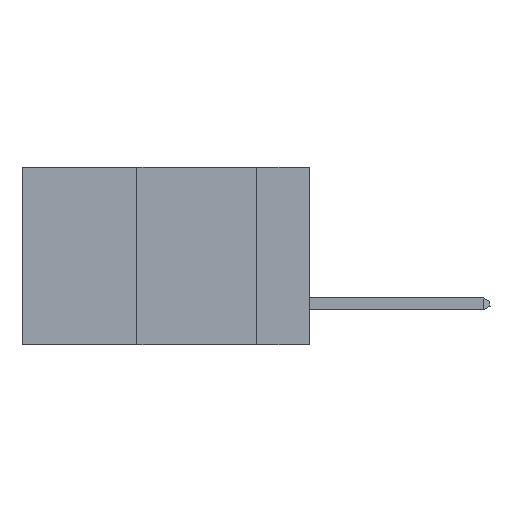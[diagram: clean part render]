
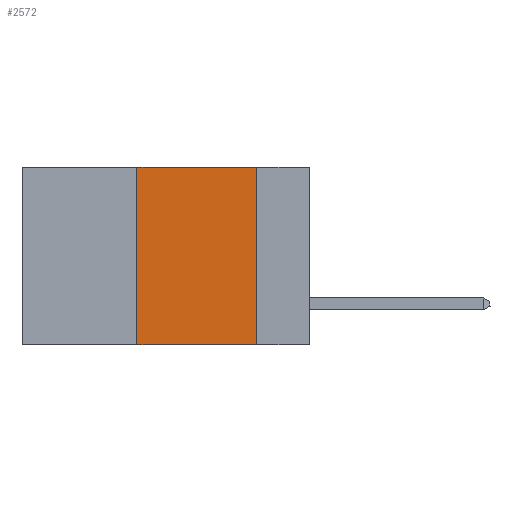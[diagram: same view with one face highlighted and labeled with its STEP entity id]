
A CAD part, left-side view. The second image highlights one B-rep face of the part: STEP entity #2572.
In plain terms, the highlighted planar face has unit normal (-1, 0, 0).
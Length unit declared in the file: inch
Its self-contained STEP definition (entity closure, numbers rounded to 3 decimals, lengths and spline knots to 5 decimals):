
#1588 = ORIENTED_EDGE ( 'NONE', *, *, #4671, .F. ) ;
#2572 = ADVANCED_FACE ( 'NONE', ( #3320 ), #5836, .F. ) ;
#2666 = VECTOR ( 'NONE', #7906, 39.37008 ) ;
#3114 = EDGE_CURVE ( 'NONE', #3790, #7578, #6593, .T. ) ;
#3320 = FACE_OUTER_BOUND ( 'NONE', #12989, .T. ) ;
#3790 = VERTEX_POINT ( 'NONE', #5300 ) ;
#4431 = AXIS2_PLACEMENT_3D ( 'NONE', #21225, #10870, #12615 ) ;
#4433 = CARTESIAN_POINT ( 'NONE',  ( 0., 0.36, 0. ) ) ;
#4671 = EDGE_CURVE ( 'NONE', #5585, #7578, #18113, .T. ) ;
#4767 = CARTESIAN_POINT ( 'NONE',  ( 0., 0.36, 0. ) ) ;
#5300 = CARTESIAN_POINT ( 'NONE',  ( 0., 0.36, -0.37 ) ) ;
#5585 = VERTEX_POINT ( 'NONE', #9269 ) ;
#5836 = PLANE ( 'NONE',  #4431 ) ;
#6593 = LINE ( 'NONE', #6730, #21122 ) ;
#6730 = CARTESIAN_POINT ( 'NONE',  ( 0., 0.6, -0.37 ) ) ;
#7578 = VERTEX_POINT ( 'NONE', #20112 ) ;
#7906 = DIRECTION ( 'NONE',  ( 0., 0., -1. ) ) ;
#9269 = CARTESIAN_POINT ( 'NONE',  ( 0., 0.11, 0. ) ) ;
#10312 = DIRECTION ( 'NONE',  ( 0., -1., 0. ) ) ;
#10870 = DIRECTION ( 'NONE',  ( 1., 0., 0. ) ) ;
#11469 = VERTEX_POINT ( 'NONE', #4433 ) ;
#12328 = EDGE_CURVE ( 'NONE', #11469, #5585, #15206, .T. ) ;
#12615 = DIRECTION ( 'NONE',  ( 0., 0., -1. ) ) ;
#12989 = EDGE_LOOP ( 'NONE', ( #1588, #16300, #17553, #18467 ) ) ;
#14318 = DIRECTION ( 'NONE',  ( 0., -1., 0. ) ) ;
#15040 = EDGE_CURVE ( 'NONE', #3790, #11469, #15833, .T. ) ;
#15206 = LINE ( 'NONE', #19446, #19516 ) ;
#15833 = LINE ( 'NONE', #4767, #19883 ) ;
#16300 = ORIENTED_EDGE ( 'NONE', *, *, #12328, .F. ) ;
#17553 = ORIENTED_EDGE ( 'NONE', *, *, #15040, .F. ) ;
#18113 = LINE ( 'NONE', #18410, #2666 ) ;
#18410 = CARTESIAN_POINT ( 'NONE',  ( 0., 0.11, 0. ) ) ;
#18467 = ORIENTED_EDGE ( 'NONE', *, *, #3114, .T. ) ;
#18610 = DIRECTION ( 'NONE',  ( 0., 0., 1. ) ) ;
#19446 = CARTESIAN_POINT ( 'NONE',  ( 0., 0.6, 0. ) ) ;
#19516 = VECTOR ( 'NONE', #14318, 39.37008 ) ;
#19883 = VECTOR ( 'NONE', #18610, 39.37008 ) ;
#20112 = CARTESIAN_POINT ( 'NONE',  ( 0., 0.11, -0.37 ) ) ;
#21122 = VECTOR ( 'NONE', #10312, 39.37008 ) ;
#21225 = CARTESIAN_POINT ( 'NONE',  ( 0., 0.6, 0. ) ) ;
